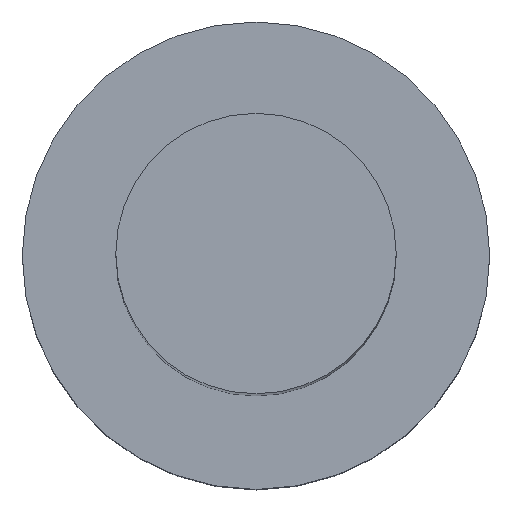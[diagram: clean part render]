
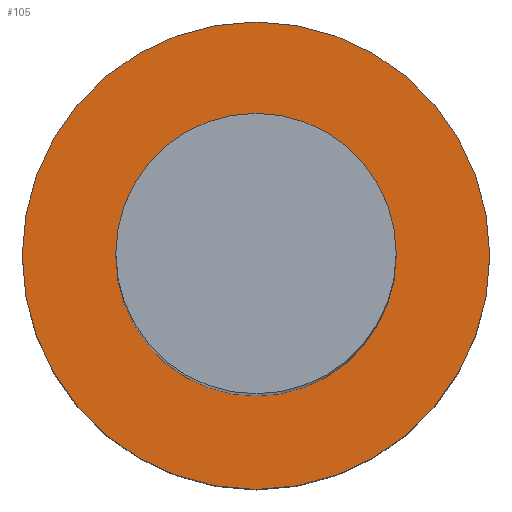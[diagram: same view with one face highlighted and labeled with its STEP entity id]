
A CAD part, top view. The second image highlights one B-rep face of the part: STEP entity #105.
In plain terms, the highlighted planar face has unit normal (0, 0, 1).
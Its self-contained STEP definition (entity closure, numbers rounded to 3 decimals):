
#18=FACE_BOUND('',#35,.T.);
#20=PLANE('',#139);
#26=FACE_OUTER_BOUND('',#34,.T.);
#34=EDGE_LOOP('',(#88,#89));
#35=EDGE_LOOP('',(#90));
#46=CIRCLE('',#132,0.9);
#49=CIRCLE('',#136,1.5);
#50=CIRCLE('',#137,1.5);
#55=VERTEX_POINT('',#187);
#58=VERTEX_POINT('',#195);
#59=VERTEX_POINT('',#197);
#65=EDGE_CURVE('',#55,#55,#46,.T.);
#69=EDGE_CURVE('',#58,#59,#49,.T.);
#70=EDGE_CURVE('',#59,#58,#50,.T.);
#88=ORIENTED_EDGE('',*,*,#70,.F.);
#89=ORIENTED_EDGE('',*,*,#69,.F.);
#90=ORIENTED_EDGE('',*,*,#65,.F.);
#105=ADVANCED_FACE('',(#26,#18),#20,.F.);
#132=AXIS2_PLACEMENT_3D('',#189,#153,#154);
#136=AXIS2_PLACEMENT_3D('',#198,#162,#163);
#137=AXIS2_PLACEMENT_3D('',#199,#164,#165);
#139=AXIS2_PLACEMENT_3D('',#201,#168,#169);
#153=DIRECTION('center_axis',(0.,0.,1.));
#154=DIRECTION('ref_axis',(1.,0.,0.));
#162=DIRECTION('center_axis',(0.,0.,-1.));
#163=DIRECTION('ref_axis',(-1.,0.,0.));
#164=DIRECTION('center_axis',(0.,0.,-1.));
#165=DIRECTION('ref_axis',(-1.,0.,0.));
#168=DIRECTION('center_axis',(0.,0.,-1.));
#169=DIRECTION('ref_axis',(-1.,0.,0.));
#187=CARTESIAN_POINT('',(-0.9,0.,0.));
#189=CARTESIAN_POINT('Origin',(0.,0.,0.));
#195=CARTESIAN_POINT('',(1.5,0.,0.));
#197=CARTESIAN_POINT('',(-1.5,0.,0.));
#198=CARTESIAN_POINT('Origin',(0.,0.,0.));
#199=CARTESIAN_POINT('Origin',(0.,0.,0.));
#201=CARTESIAN_POINT('Origin',(0.,0.,0.));
